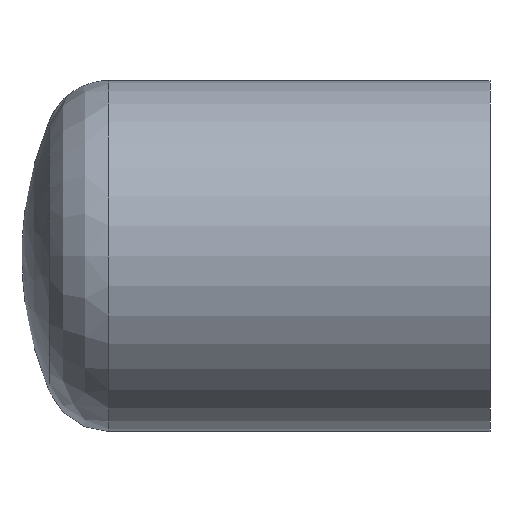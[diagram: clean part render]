
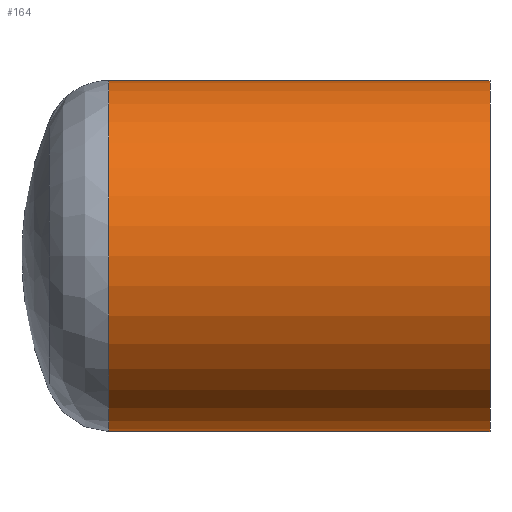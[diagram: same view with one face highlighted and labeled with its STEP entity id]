
A CAD part, front view. The second image highlights one B-rep face of the part: STEP entity #164.
In plain terms, the highlighted cylindrical face has radius 31.5 mm (diameter 63 mm), a full revolution.
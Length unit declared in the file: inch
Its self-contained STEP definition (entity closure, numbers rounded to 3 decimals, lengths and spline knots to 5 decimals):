
#15 = DIRECTION ( 'NONE',  ( 1., 0., 0. ) ) ;
#23 = CIRCLE ( 'NONE', #80, 1.24016 ) ;
#26 = DIRECTION ( 'NONE',  ( 0., 0., -1. ) ) ;
#31 = DIRECTION ( 'NONE',  ( -1., 0., 0. ) ) ;
#66 = DIRECTION ( 'NONE',  ( 0., 0., -1. ) ) ;
#71 = EDGE_LOOP ( 'NONE', ( #104 ) ) ;
#73 = EDGE_CURVE ( 'NONE', #265, #265, #149, .T. ) ;
#80 = AXIS2_PLACEMENT_3D ( 'NONE', #220, #31, #66 ) ;
#90 = AXIS2_PLACEMENT_3D ( 'NONE', #108, #246, #26 ) ;
#102 = FACE_OUTER_BOUND ( 'NONE', #71, .T. ) ;
#104 = ORIENTED_EDGE ( 'NONE', *, *, #109, .T. ) ;
#108 = CARTESIAN_POINT ( 'NONE',  ( -1.34629, 0., 0. ) ) ;
#109 = EDGE_CURVE ( 'NONE', #234, #234, #23, .T. ) ;
#111 = EDGE_LOOP ( 'NONE', ( #158 ) ) ;
#149 = CIRCLE ( 'NONE', #162, 1.24016 ) ;
#158 = ORIENTED_EDGE ( 'NONE', *, *, #73, .T. ) ;
#162 = AXIS2_PLACEMENT_3D ( 'NONE', #247, #15, #306 ) ;
#164 = ADVANCED_FACE ( 'NONE', ( #102, #310 ), #312, .T. ) ;
#191 = CARTESIAN_POINT ( 'NONE',  ( 0., 0., -1.24016 ) ) ;
#220 = CARTESIAN_POINT ( 'NONE',  ( 0., 0., 0. ) ) ;
#234 = VERTEX_POINT ( 'NONE', #191 ) ;
#246 = DIRECTION ( 'NONE',  ( 1., 0., 0. ) ) ;
#247 = CARTESIAN_POINT ( 'NONE',  ( -2.69258, 0., 0. ) ) ;
#265 = VERTEX_POINT ( 'NONE', #268 ) ;
#268 = CARTESIAN_POINT ( 'NONE',  ( -2.69258, 0., -1.24016 ) ) ;
#306 = DIRECTION ( 'NONE',  ( 0., 0., -1. ) ) ;
#310 = FACE_OUTER_BOUND ( 'NONE', #111, .T. ) ;
#312 = CYLINDRICAL_SURFACE ( 'NONE', #90, 1.24016 ) ;
